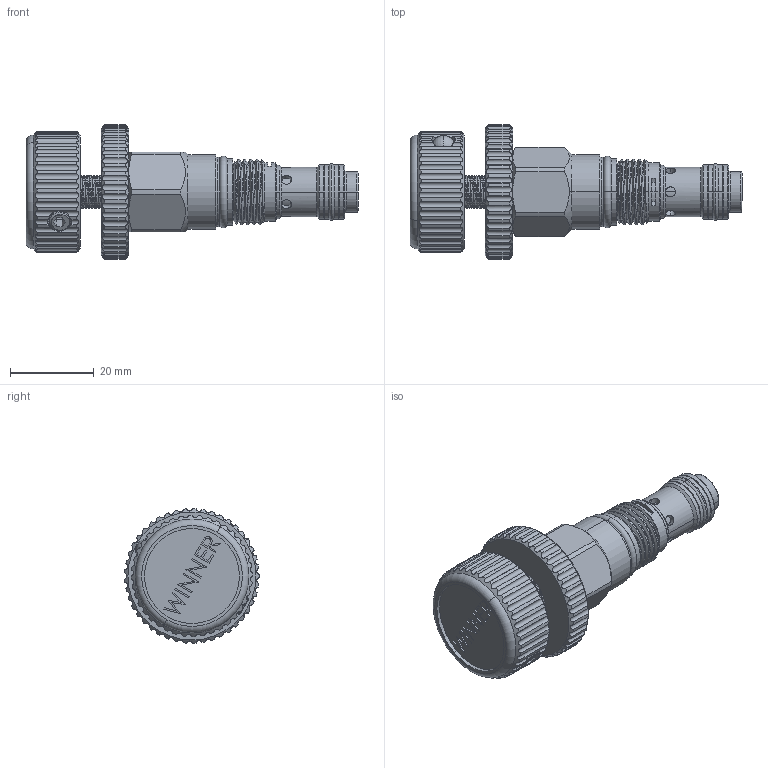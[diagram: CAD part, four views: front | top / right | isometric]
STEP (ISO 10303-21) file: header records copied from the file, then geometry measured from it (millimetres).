
FILE_DESCRIPTION (( 'STEP AP203' ), '1' );
FILE_NAME ('NC162A21-K.STEP', '2020-03-19T03:55:39', ( '' ), ( '' ), 'SwSTEP 2.0', 'SolidWorks 2018', '' );
FILE_SCHEMA (( 'CONFIG_CONTROL_DESIGN' ));
Length unit declared in the file: millimetre
Products named in the file (1): NC162A21-K
Bounding box: 79.4 x 32.18 x 32.2 mm (x, y, z)
Volume: 23417.3 mm3; surface area: 12318.1 mm2
Topology: 8 solids, 8 shells, 851 faces, 2364 edges, 1541 vertices
Faces by surface type: cylinder 441, plane 205, cone 96, torus 60, bspline 45, sphere 4
Entity records: 53994 total; most frequent: CARTESIAN_POINT 33874, ORIENTED_EDGE 4696, DIRECTION 3654, EDGE_CURVE 2348, VERTEX_POINT 1535, AXIS2_PLACEMENT_3D 1408, EDGE_LOOP 887, FACE_OUTER_BOUND 851
